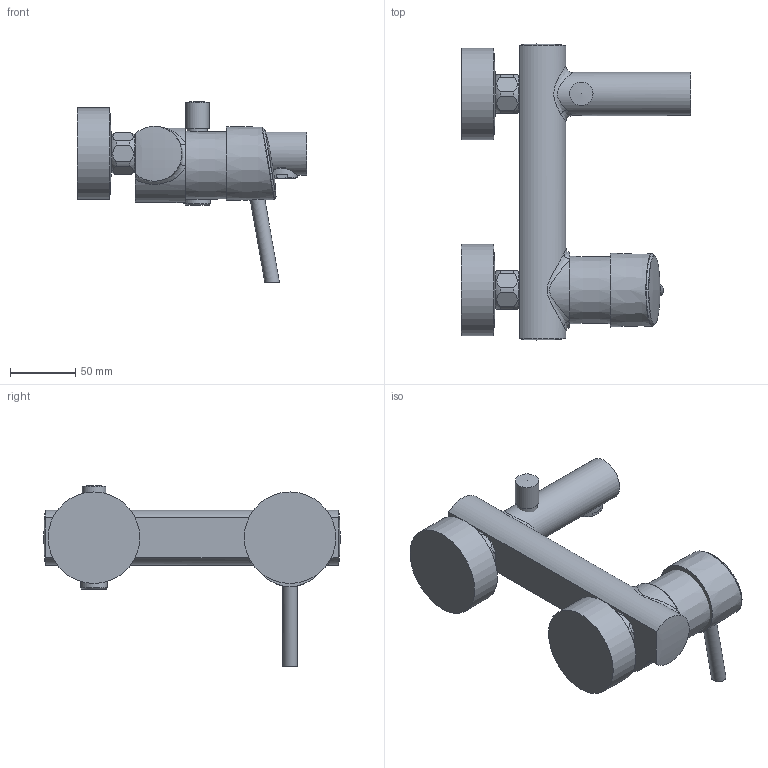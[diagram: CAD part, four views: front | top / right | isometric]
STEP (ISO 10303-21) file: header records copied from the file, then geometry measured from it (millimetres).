
FILE_DESCRIPTION(/* description */ ('Unknown'),/* implementation_level */ '2;1');
FILE_NAME(/* name */ '32211001',/* time_stamp */ '2022-09-08T03:15:45+02:00',/* author */ ('Unknown'),/* organization */ ('GROHE AG'),/* preprocessor_version */ 'ST-DEVELOPER v16.7',/* originating_system */ 'DEX',/* authorisation */ $);
FILE_SCHEMA (('AUTOMOTIVE_DESIGN {1 0 10303 214 3 1 1}'));
Length unit declared in the file: millimetre
Products named in the file (5): 32211001; id11; 1; 50.9697.1_Standard; 50.9702.1_Standard
Assembly tree (4 placements, depth 2):
  32211001
    id11
    1
    50.9697.1_Standard
    50.9702.1_Standard
Bounding box: 175.38 x 226.44 x 138.42 mm (x, y, z)
Surface area: 101679.7 mm2 (no closed solid volume)
Topology: 0 solids, 12 shells, 112 faces, 357 edges, 260 vertices
Faces by surface type: cylinder 31, bspline 31, plane 30, cone 8, torus 8, sphere 4
Full cylindrical faces by diameter (mm): 11 x1, 15.552 x1, 18 x1, 20.5 x1, 23.6 x1, 24.5 x2, 26.421 x2, 33 x1, 70 x2
Entity records: 9719 total; most frequent: CARTESIAN_POINT 6609, ORIENTED_EDGE 604, DIRECTION 410, EDGE_CURVE 312, VERTEX_POINT 242, AXIS2_PLACEMENT_3D 189, B_SPLINE_CURVE_WITH_KNOTS 162, EDGE_LOOP 150
